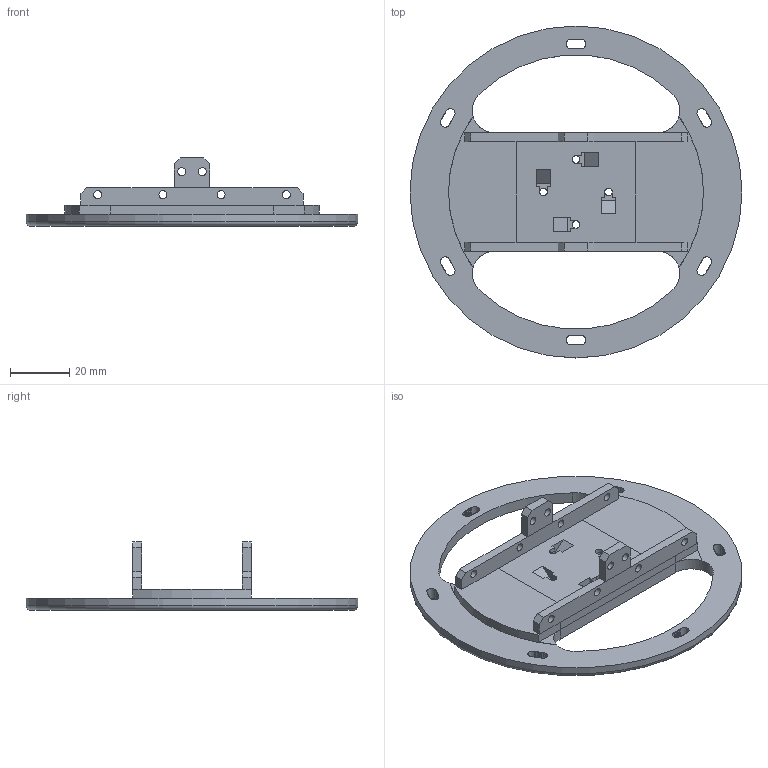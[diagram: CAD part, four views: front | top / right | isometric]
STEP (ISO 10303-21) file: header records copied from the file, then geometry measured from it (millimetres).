
FILE_DESCRIPTION(/* description */ (''),/* implementation_level */ '2;1');
FILE_NAME(/* name */ 'roll_plate v3 v1.step',/* time_stamp */ '2017-10-31T19:09:11+00:00',/* author */ (''),/* organization */ (''),/* preprocessor_version */ 'ST-DEVELOPER v16.13',/* originating_system */ 'Autodesk Translation Framework v6.5.0.72',/* authorisation */ '');
FILE_SCHEMA (('AUTOMOTIVE_DESIGN { 1 0 10303 214 3 1 1 }'));
Length unit declared in the file: millimetre
Products named in the file (1): roll_plate v3
Bounding box: 112 x 112 x 23 mm (x, y, z)
Volume: 38366.4 mm3; surface area: 20682.5 mm2
Topology: 1 solids, 1 shells, 253 faces, 745 edges, 501 vertices
Faces by surface type: cylinder 125, plane 111, cone 16, torus 1
Full cylindrical faces by diameter (mm): 2.6 x4, 2.7 x12, 112 x1
Entity records: 8718 total; most frequent: DIRECTION 1579, CARTESIAN_POINT 1500, ORIENTED_EDGE 1490, EDGE_CURVE 745, AXIS2_PLACEMENT_3D 580, VERTEX_POINT 501, LINE 419, VECTOR 419
